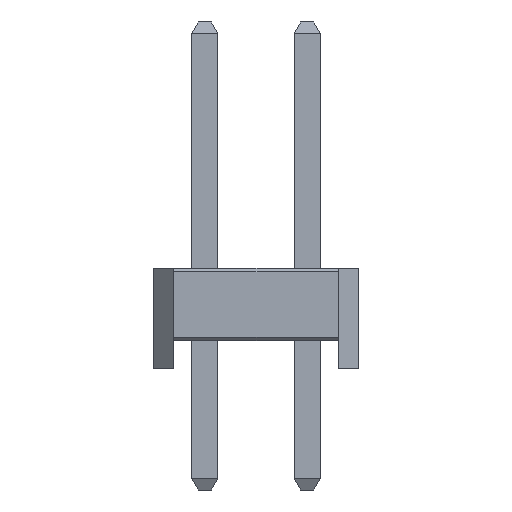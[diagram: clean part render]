
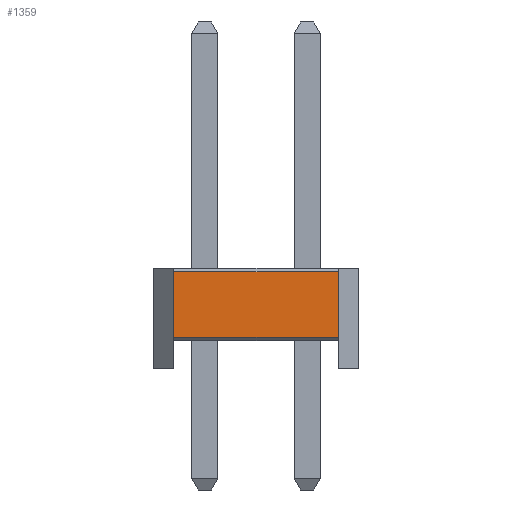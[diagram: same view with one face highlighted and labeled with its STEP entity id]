
A CAD part, left-side view. The second image highlights one B-rep face of the part: STEP entity #1359.
In plain terms, the highlighted planar face has unit normal (-1, 0, 0).
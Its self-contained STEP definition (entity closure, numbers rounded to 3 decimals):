
#1359=ADVANCED_FACE('',(#4035),#4037,.T.);
#4035=FACE_BOUND('',#4036,.T.);
#4036=EDGE_LOOP('',(#6010,#6011,#6012,#6013));
#4037=PLANE('',#4038);
#4038=AXIS2_PLACEMENT_3D('',#4039,#4040,#4041);
#4039=CARTESIAN_POINT('',(-1.27,3.31,0.));
#4040=DIRECTION('',(-1.,0.,0.));
#4041=DIRECTION('',(0.,-1.,0.));
#6010=ORIENTED_EDGE('',*,*,#7080,.T.);
#6011=ORIENTED_EDGE('',*,*,#7097,.T.);
#6012=ORIENTED_EDGE('',*,*,#7092,.T.);
#6013=ORIENTED_EDGE('',*,*,#7096,.F.);
#7080=EDGE_CURVE('',#7934,#7936,#7938,.F.);
#7092=EDGE_CURVE('',#7955,#7953,#7956,.F.);
#7096=EDGE_CURVE('',#7934,#7953,#7960,.T.);
#7097=EDGE_CURVE('',#7936,#7955,#7961,.T.);
#7934=VERTEX_POINT('',#9582);
#7936=VERTEX_POINT('',#9586);
#7938=LINE('',#9590,#9591);
#7953=VERTEX_POINT('',#9627);
#7955=VERTEX_POINT('',#9631);
#7956=LINE('',#9632,#9633);
#7960=LINE('',#9644,#9645);
#7961=LINE('',#9647,#9648);
#9582=CARTESIAN_POINT('',(-1.27,3.31,0.785));
#9586=CARTESIAN_POINT('',(-1.27,-0.77,0.785));
#9590=CARTESIAN_POINT('',(-1.27,-0.77,0.785));
#9591=VECTOR('',#9592,1.);
#9592=DIRECTION('',(0.,1.,0.));
#9627=CARTESIAN_POINT('',(-1.27,3.31,2.415));
#9631=CARTESIAN_POINT('',(-1.27,-0.77,2.415));
#9632=CARTESIAN_POINT('',(-1.27,3.31,2.415));
#9633=VECTOR('',#9634,1.);
#9634=DIRECTION('',(0.,-1.,0.));
#9644=CARTESIAN_POINT('',(-1.27,3.31,0.785));
#9645=VECTOR('',#9646,1.);
#9646=DIRECTION('',(0.,0.,1.));
#9647=CARTESIAN_POINT('',(-1.27,-0.77,0.785));
#9648=VECTOR('',#9649,1.);
#9649=DIRECTION('',(0.,0.,1.));
